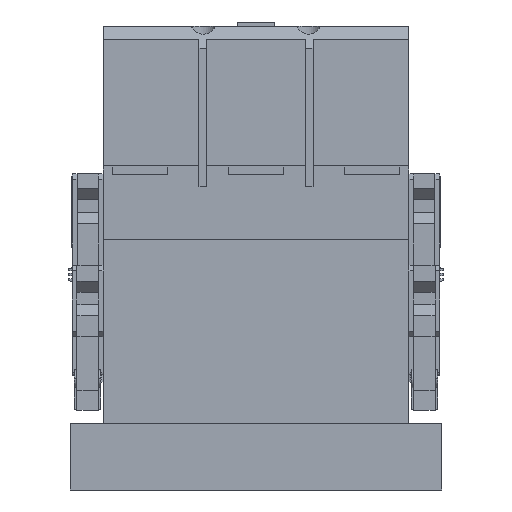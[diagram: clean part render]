
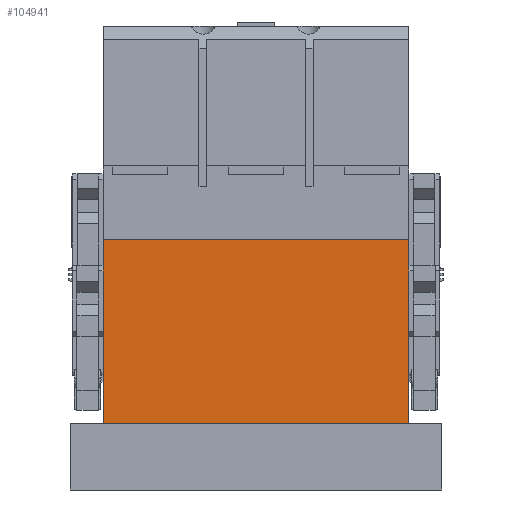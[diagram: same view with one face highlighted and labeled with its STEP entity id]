
A CAD part, front view. The second image highlights one B-rep face of the part: STEP entity #104941.
In plain terms, the highlighted planar face has unit normal (0, -1, 0).
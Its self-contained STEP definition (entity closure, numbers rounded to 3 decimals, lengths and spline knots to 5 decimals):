
#104327=DIRECTION('',(-1.,0.,0.));
#104328=VECTOR('',#104327,0.1111);
#104329=CARTESIAN_POINT('',(-0.00263,-0.02715,-0.02128));
#104330=LINE('',#104329,#104328);
#104334=DIRECTION('',(0.,0.,1.));
#104335=VECTOR('',#104334,0.0667);
#104336=CARTESIAN_POINT('',(-0.11373,-0.02715,-0.02128));
#104337=LINE('',#104336,#104335);
#104376=DIRECTION('',(0.,0.,1.));
#104377=VECTOR('',#104376,0.0667);
#104378=CARTESIAN_POINT('',(-0.00263,-0.02715,-0.02128));
#104379=LINE('',#104378,#104377);
#104404=DIRECTION('',(-1.,0.,0.));
#104405=VECTOR('',#104404,0.1111);
#104406=CARTESIAN_POINT('',(-0.00263,-0.02715,0.04543));
#104407=LINE('',#104406,#104405);
#104443=CARTESIAN_POINT('',(-0.00263,-0.02715,-0.02128));
#104444=CARTESIAN_POINT('',(-0.11373,-0.02715,-0.02128));
#104445=VERTEX_POINT('',#104443);
#104446=VERTEX_POINT('',#104444);
#104483=CARTESIAN_POINT('',(-0.11373,-0.02715,0.04543));
#104484=VERTEX_POINT('',#104483);
#104485=CARTESIAN_POINT('',(-0.00263,-0.02715,0.04543));
#104486=VERTEX_POINT('',#104485);
#104927=CARTESIAN_POINT('',(-0.11373,-0.02715,0.04543));
#104928=DIRECTION('',(0.,1.,0.));
#104929=DIRECTION('',(-1.,0.,0.));
#104930=AXIS2_PLACEMENT_3D('',#104927,#104928,#104929);
#104931=PLANE('',#104930);
#104932=ORIENTED_EDGE('',*,*,#104536,.T.);
#104934=ORIENTED_EDGE('',*,*,#104933,.T.);
#104936=ORIENTED_EDGE('',*,*,#104935,.F.);
#104938=ORIENTED_EDGE('',*,*,#104937,.F.);
#104939=EDGE_LOOP('',(#104932,#104934,#104936,#104938));
#104940=FACE_OUTER_BOUND('',#104939,.F.);
#104536=EDGE_CURVE('',#104445,#104446,#104330,.T.);
#104933=EDGE_CURVE('',#104446,#104484,#104337,.T.);
#104935=EDGE_CURVE('',#104486,#104484,#104407,.T.);
#104937=EDGE_CURVE('',#104445,#104486,#104379,.T.);
#104941=ADVANCED_FACE('',(#104940),#104931,.F.);
